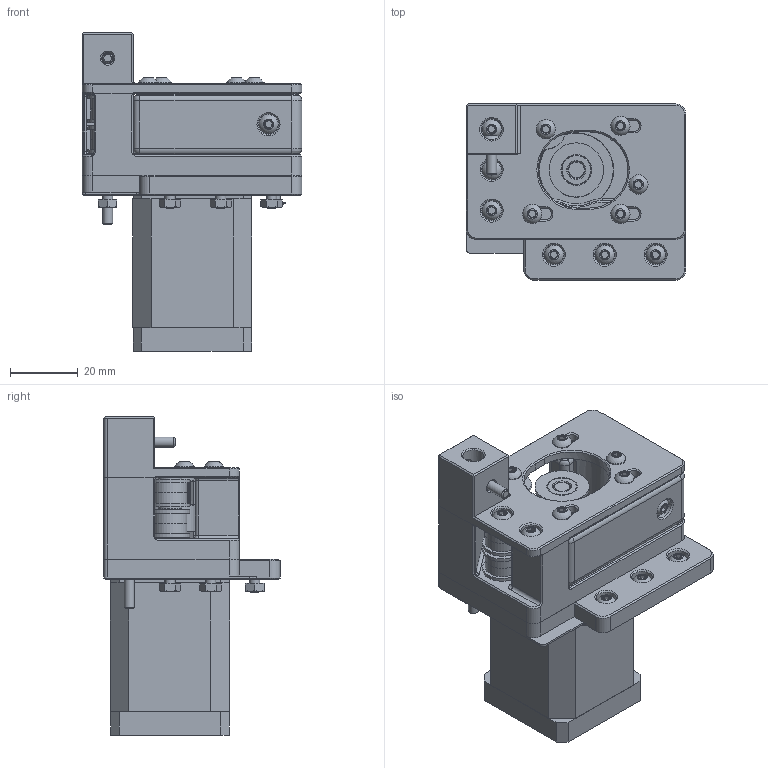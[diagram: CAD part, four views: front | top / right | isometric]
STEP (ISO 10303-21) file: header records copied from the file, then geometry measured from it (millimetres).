
FILE_DESCRIPTION(/* description */ (''),/* implementation_level */ '2;1');
FILE_NAME(/* name */ 'Drive_Frame-B.step',/* time_stamp */ '2023-01-24T19:37:53-05:00',/* author */ (''),/* organization */ (''),/* preprocessor_version */ 'ST-DEVELOPER v19.2',/* originating_system */ 'Autodesk Translation Framework v11.17.0.187',/* authorisation */ '');
FILE_SCHEMA (('AUTOMOTIVE_DESIGN { 1 0 10303 214 3 1 1 }'));
Length unit declared in the file: millimetre
Products named in the file (27): Drive Frame - A (Voron V0); Drive Frame(Mirror); drive_frame_lower(Mirror); drive_frame_upper(Mirror); [a]_drive_platform(Mirror); Tensioner Housing(Mirror); Tensioner Wedge(Mirror); Hardware(Mirror); M3x8 BHCS v2(Mirror); M3x10 BHCS v2(Mirror); M3x12 BHCS v5(Mirror); M3x25 BHCS v5(Mirror); M3x30 BHCS v2(Mirror); M3x35 BHCS v4(Mirror); M3x40 BHCS v2(Mirror); M3 Hex Nut v4(Mirror); M3 Threaded Insert v3(Mirror); NEMA14 52mm v3(Mirror); GT2 20T 6mm v2(Mirror); GT2 20T 6mm(Mirror); M3 Grub Screw(Mirror); F623-RS Stack v5(Mirror); F623-RS Stack v5(Mirror)_1; F623-RS Stack v5(Mirror)_2; F623-RS Stack v5(Mirror)_3; f623-rs(Mirror); M3 washer-1(Mirror)
Assembly tree (58 placements, depth 4):
  Drive Frame - A (Voron V0)
    Drive Frame(Mirror)
      drive_frame_lower(Mirror)
      drive_frame_upper(Mirror)
      [a]_drive_platform(Mirror)
    Tensioner Housing(Mirror)
    Tensioner Wedge(Mirror)
    Hardware(Mirror)
      M3x8 BHCS v2(Mirror)  x5
      M3x10 BHCS v2(Mirror)
      M3x12 BHCS v5(Mirror)
      M3x25 BHCS v5(Mirror)  x2
      M3x30 BHCS v2(Mirror)  x4
      M3x35 BHCS v4(Mirror)  x2
      M3x40 BHCS v2(Mirror)
      M3 Hex Nut v4(Mirror)  x5
      M3 Threaded Insert v3(Mirror)  x5
      NEMA14 52mm v3(Mirror)
      GT2 20T 6mm v2(Mirror)
        GT2 20T 6mm(Mirror)
        M3 Grub Screw(Mirror)  x2
      F623-RS Stack v5(Mirror)
        f623-rs(Mirror)  x2
        M3 washer-1(Mirror)  x2
      F623-RS Stack v5(Mirror)_1
        f623-rs(Mirror)  x2
        M3 washer-1(Mirror)  x2
      F623-RS Stack v5(Mirror)_2
        f623-rs(Mirror)  x2
        M3 washer-1(Mirror)  x2
      F623-RS Stack v5(Mirror)_3
        f623-rs(Mirror)  x2
        M3 washer-1(Mirror)  x2
Bounding box: 64.8 x 52 x 94 mm (x, y, z)
Volume: 121753.2 mm3; surface area: 50753.6 mm2
Topology: 59 solids, 59 shells, 1988 faces, 4623 edges, 2843 vertices
Faces by surface type: plane 594, cylinder 533, bspline 417, cone 362, torus 46, sphere 36
Full cylindrical faces by diameter (mm): 2.9 x8, 3 x41, 3.2 x8, 3.4 x21, 4.2 x5, 4.25 x5, 4.6 x5, 4.7 x5, 5 x3, 5.7 x16, 6 x8, 6.06 x16, 6.2 x3, 6.94 x16, 7 x9, 10 x8, 11.7 x8, 16 x2, 22 x1
Entity records: 36496 total; most frequent: CARTESIAN_POINT 10694, DIRECTION 5324, ORIENTED_EDGE 5112, EDGE_CURVE 2556, AXIS2_PLACEMENT_3D 2066, VERTEX_POINT 1534, EDGE_LOOP 1242, LINE 1192
